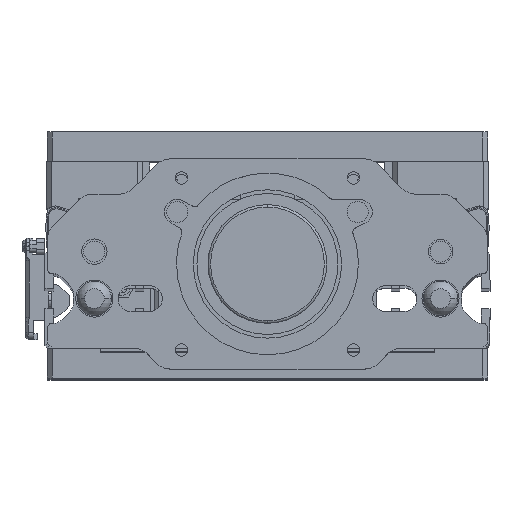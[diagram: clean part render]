
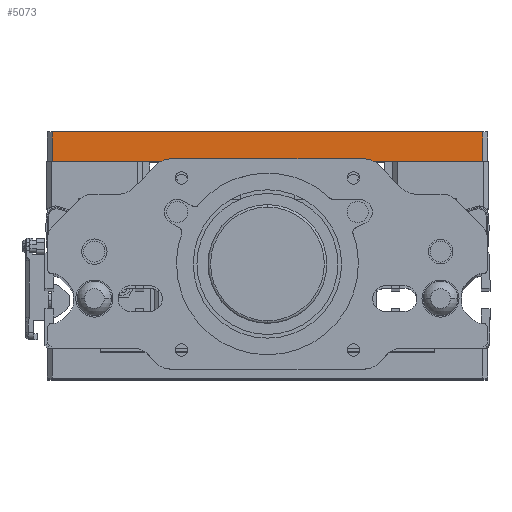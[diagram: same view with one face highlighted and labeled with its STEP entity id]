
A CAD part, top view. The second image highlights one B-rep face of the part: STEP entity #5073.
In plain terms, the highlighted planar face has unit normal (0, 0, 1).
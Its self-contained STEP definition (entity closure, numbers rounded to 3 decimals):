
#1967 = LINE ( 'NONE', #74920, #73242 ) ;
#4715 = CARTESIAN_POINT ( 'NONE',  ( 87., 88., 270. ) ) ;
#5073 = ADVANCED_FACE ( 'NONE', ( #22295 ), #59437, .T. ) ;
#7116 = EDGE_CURVE ( 'NONE', #46280, #33383, #1967, .T. ) ;
#8860 = VECTOR ( 'NONE', #33199, 1000. ) ;
#9679 = CARTESIAN_POINT ( 'NONE',  ( -87., 88., 270. ) ) ;
#12148 = DIRECTION ( 'NONE',  ( 1., 0., 0. ) ) ;
#16552 = ORIENTED_EDGE ( 'NONE', *, *, #23073, .T. ) ;
#16581 = LINE ( 'NONE', #66440, #19133 ) ;
#19133 = VECTOR ( 'NONE', #12148, 1000. ) ;
#21036 = DIRECTION ( 'NONE',  ( 1., 0., 0. ) ) ;
#22295 = FACE_OUTER_BOUND ( 'NONE', #42618, .T. ) ;
#23073 = EDGE_CURVE ( 'NONE', #33383, #30734, #70083, .T. ) ;
#23590 = VECTOR ( 'NONE', #25800, 1000. ) ;
#25586 = EDGE_CURVE ( 'NONE', #70372, #30734, #16581, .T. ) ;
#25800 = DIRECTION ( 'NONE',  ( 0., 1., 0. ) ) ;
#28967 = DIRECTION ( 'NONE',  ( 0., 0., 1. ) ) ;
#30734 = VERTEX_POINT ( 'NONE', #53547 ) ;
#30856 = EDGE_CURVE ( 'NONE', #46280, #70372, #37254, .T. ) ;
#33199 = DIRECTION ( 'NONE',  ( 0., 1., 0. ) ) ;
#33383 = VERTEX_POINT ( 'NONE', #4715 ) ;
#36199 = AXIS2_PLACEMENT_3D ( 'NONE', #77339, #28967, #77730 ) ;
#37241 = ORIENTED_EDGE ( 'NONE', *, *, #30856, .F. ) ;
#37254 = LINE ( 'NONE', #49966, #23590 ) ;
#42618 = EDGE_LOOP ( 'NONE', ( #74196, #37241, #75080, #16552 ) ) ;
#46280 = VERTEX_POINT ( 'NONE', #9679 ) ;
#49966 = CARTESIAN_POINT ( 'NONE',  ( -87., 88., 270. ) ) ;
#51028 = CARTESIAN_POINT ( 'NONE',  ( 87., 88., 270. ) ) ;
#53547 = CARTESIAN_POINT ( 'NONE',  ( 87., 100., 270. ) ) ;
#59437 = PLANE ( 'NONE',  #36199 ) ;
#61949 = CARTESIAN_POINT ( 'NONE',  ( -87., 100., 270. ) ) ;
#66440 = CARTESIAN_POINT ( 'NONE',  ( -87., 100., 270. ) ) ;
#70083 = LINE ( 'NONE', #51028, #8860 ) ;
#70372 = VERTEX_POINT ( 'NONE', #61949 ) ;
#73242 = VECTOR ( 'NONE', #21036, 1000. ) ;
#74196 = ORIENTED_EDGE ( 'NONE', *, *, #25586, .F. ) ;
#74920 = CARTESIAN_POINT ( 'NONE',  ( -87., 88., 270. ) ) ;
#75080 = ORIENTED_EDGE ( 'NONE', *, *, #7116, .T. ) ;
#77339 = CARTESIAN_POINT ( 'NONE',  ( -87., 88., 270. ) ) ;
#77730 = DIRECTION ( 'NONE',  ( 1., 0., 0. ) ) ;
